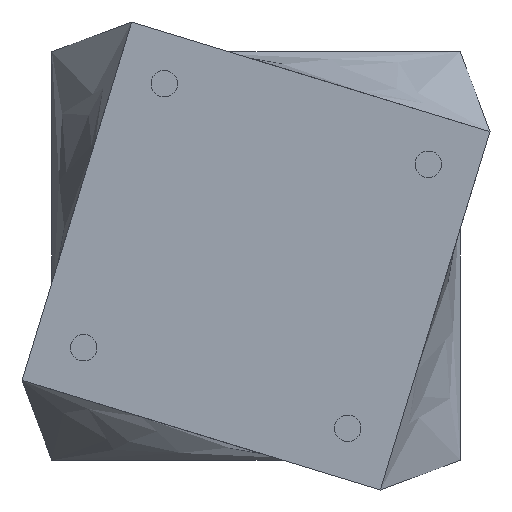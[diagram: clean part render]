
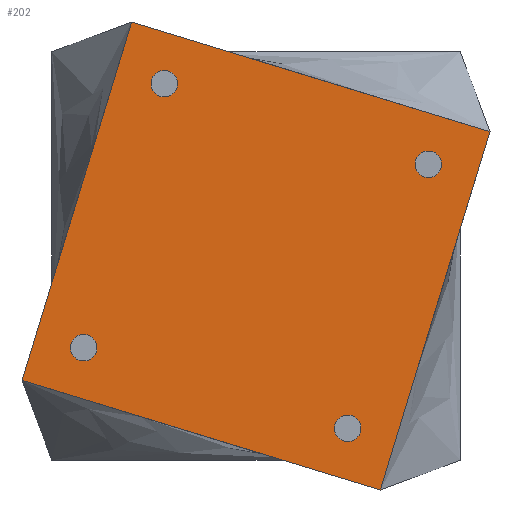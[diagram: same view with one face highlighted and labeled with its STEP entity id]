
A CAD part, front view. The second image highlights one B-rep face of the part: STEP entity #202.
In plain terms, the highlighted planar face has unit normal (0, -1, 0).
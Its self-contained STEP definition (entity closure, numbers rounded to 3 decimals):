
#19=FACE_BOUND('',#53,.T.);
#20=FACE_BOUND('',#54,.T.);
#21=FACE_BOUND('',#55,.T.);
#22=FACE_BOUND('',#56,.T.);
#28=PLANE('',#238);
#38=FACE_OUTER_BOUND('',#52,.T.);
#52=EDGE_LOOP('',(#165,#166,#167,#168));
#53=EDGE_LOOP('',(#169));
#54=EDGE_LOOP('',(#170));
#55=EDGE_LOOP('',(#171));
#56=EDGE_LOOP('',(#172));
#69=LINE('',#334,#85);
#70=LINE('',#336,#86);
#71=LINE('',#338,#87);
#72=LINE('',#339,#88);
#85=VECTOR('',#285,10.);
#86=VECTOR('',#286,10.);
#87=VECTOR('',#287,10.);
#88=VECTOR('',#288,10.);
#93=CIRCLE('',#222,1.35);
#95=CIRCLE('',#226,1.35);
#97=CIRCLE('',#230,1.35);
#99=CIRCLE('',#234,1.35);
#101=VERTEX_POINT('',#295);
#103=VERTEX_POINT('',#302);
#105=VERTEX_POINT('',#309);
#107=VERTEX_POINT('',#316);
#113=VERTEX_POINT('',#332);
#114=VERTEX_POINT('',#333);
#115=VERTEX_POINT('',#335);
#116=VERTEX_POINT('',#337);
#117=EDGE_CURVE('',#101,#101,#93,.T.);
#120=EDGE_CURVE('',#103,#103,#95,.T.);
#123=EDGE_CURVE('',#105,#105,#97,.T.);
#126=EDGE_CURVE('',#107,#107,#99,.T.);
#133=EDGE_CURVE('',#113,#114,#69,.T.);
#134=EDGE_CURVE('',#114,#115,#70,.T.);
#135=EDGE_CURVE('',#115,#116,#71,.T.);
#136=EDGE_CURVE('',#116,#113,#72,.T.);
#165=ORIENTED_EDGE('',*,*,#133,.T.);
#166=ORIENTED_EDGE('',*,*,#134,.T.);
#167=ORIENTED_EDGE('',*,*,#135,.T.);
#168=ORIENTED_EDGE('',*,*,#136,.T.);
#169=ORIENTED_EDGE('',*,*,#117,.T.);
#170=ORIENTED_EDGE('',*,*,#120,.T.);
#171=ORIENTED_EDGE('',*,*,#123,.T.);
#172=ORIENTED_EDGE('',*,*,#126,.T.);
#202=ADVANCED_FACE('',(#38,#19,#20,#21,#22),#28,.F.);
#222=AXIS2_PLACEMENT_3D('',#296,#243,#244);
#226=AXIS2_PLACEMENT_3D('',#303,#252,#253);
#230=AXIS2_PLACEMENT_3D('',#310,#261,#262);
#234=AXIS2_PLACEMENT_3D('',#317,#270,#271);
#238=AXIS2_PLACEMENT_3D('',#331,#283,#284);
#243=DIRECTION('center_axis',(0.,1.,0.));
#244=DIRECTION('ref_axis',(1.,0.,0.));
#252=DIRECTION('center_axis',(0.,1.,0.));
#253=DIRECTION('ref_axis',(1.,0.,0.));
#261=DIRECTION('center_axis',(0.,1.,0.));
#262=DIRECTION('ref_axis',(1.,0.,0.));
#270=DIRECTION('center_axis',(0.,1.,0.));
#271=DIRECTION('ref_axis',(1.,0.,0.));
#283=DIRECTION('center_axis',(0.,1.,0.));
#284=DIRECTION('ref_axis',(0.,0.,1.));
#285=DIRECTION('',(0.956,0.,-0.292));
#286=DIRECTION('',(0.292,0.,0.956));
#287=DIRECTION('',(-0.956,0.,0.292));
#288=DIRECTION('',(-0.292,0.,-0.956));
#295=CARTESIAN_POINT('',(36.831,-9.,29.995));
#296=CARTESIAN_POINT('Origin',(38.181,-9.,29.995));
#302=CARTESIAN_POINT('',(28.645,-9.,3.219));
#303=CARTESIAN_POINT('Origin',(29.995,-9.,3.219));
#309=CARTESIAN_POINT('',(10.055,-9.,38.181));
#310=CARTESIAN_POINT('Origin',(11.405,-9.,38.181));
#316=CARTESIAN_POINT('',(1.869,-9.,11.405));
#317=CARTESIAN_POINT('Origin',(3.219,-9.,11.405));
#331=CARTESIAN_POINT('Origin',(20.7,-9.,20.7));
#332=CARTESIAN_POINT('',(-3.025,-9.,8.085));
#333=CARTESIAN_POINT('',(33.315,-9.,-3.025));
#334=CARTESIAN_POINT('',(-3.025,-9.,8.085));
#335=CARTESIAN_POINT('',(44.425,-9.,33.315));
#336=CARTESIAN_POINT('',(38.87,-9.,15.145));
#337=CARTESIAN_POINT('',(8.085,-9.,44.425));
#338=CARTESIAN_POINT('',(44.425,-9.,33.315));
#339=CARTESIAN_POINT('',(8.085,-9.,44.425));
